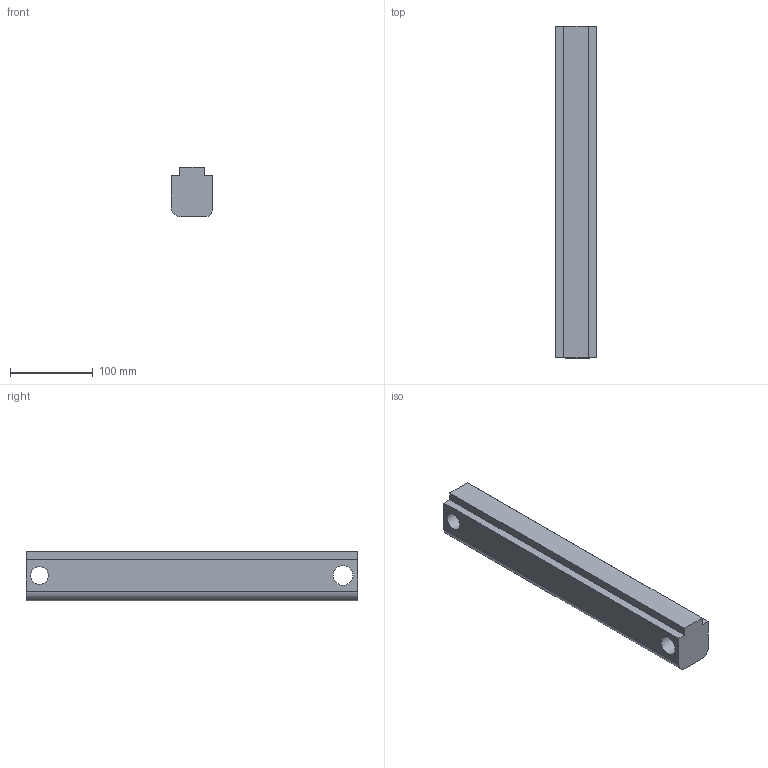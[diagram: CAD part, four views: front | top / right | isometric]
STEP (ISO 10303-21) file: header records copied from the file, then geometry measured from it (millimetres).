
FILE_DESCRIPTION(/* description */ (''),/* implementation_level */ '2;1');
FILE_NAME(/* name */ '5fc2c87a15adb20e8cf10174',/* time_stamp */ '2020-11-28T22:00:26+00:00',/* author */ (''),/* organization */ (''),/* preprocessor_version */ 'ST-DEVELOPER v16.7',/* originating_system */ $,/* authorisation */ $);
FILE_SCHEMA (('AUTOMOTIVE_DESIGN {1 0 10303 214 3 1 1}'));
Length unit declared in the file: metre
Products named in the file (1): Part 1
Bounding box: 50 x 400 x 60 mm (x, y, z)
Volume: 1059133.6 mm3; surface area: 95270.1 mm2
Topology: 1 solids, 1 shells, 14 faces, 36 edges, 24 vertices
Faces by surface type: plane 10, cylinder 4
Full cylindrical faces by diameter (mm): 21.417 x1, 23.889 x1
Entity records: 456 total; most frequent: CARTESIAN_POINT 73, DIRECTION 72, ORIENTED_EDGE 68, EDGE_CURVE 34, LINE 26, VECTOR 26, VERTEX_POINT 24, AXIS2_PLACEMENT_3D 23
